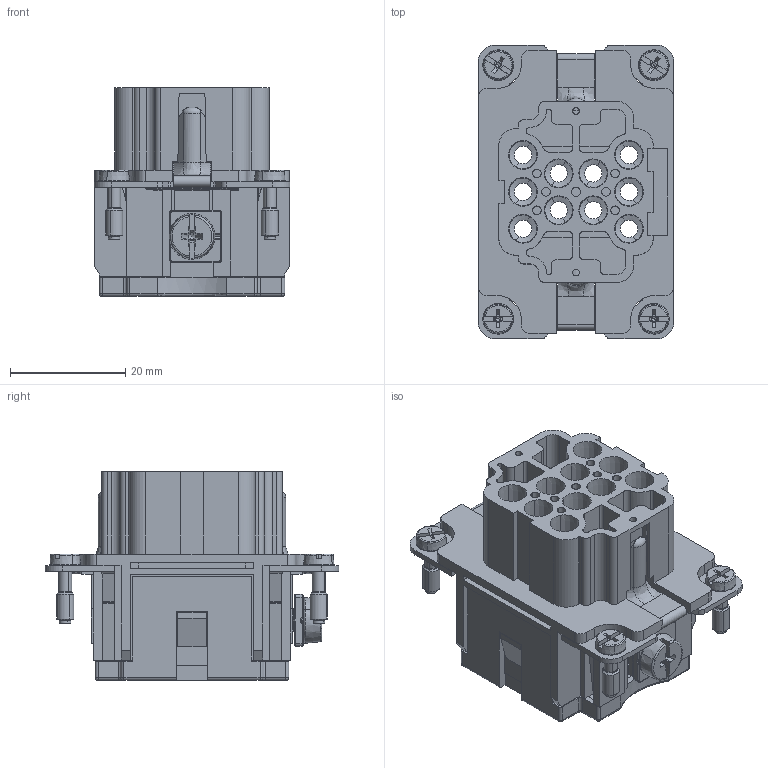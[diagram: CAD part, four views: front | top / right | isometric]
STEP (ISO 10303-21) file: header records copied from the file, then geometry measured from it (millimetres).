
FILE_DESCRIPTION(('CATIA V5 STEP','CAx-IF Rec.Pracs.--- Model Styling and Organization---1.2---2011-12-15'),'2;1');
FILE_NAME ('13440551_2_1826840000_1826840000 HDC HEE 10 FC.stp','2018-08-16T13:18:32+00:00',('none'),('Weidmueller'),'CATIA Version 5-6 Release 2014 SP4 HF52','CATIA V5 STEP AP214','none');
FILE_SCHEMA(('AUTOMOTIVE_DESIGN { 1 0 10303 214 1 1 1 1 }'));
Products named in the file (1): 1826840000
Bounding box: 34 x 51 x 36.2 mm (x, y, z)
Volume: 20411.2 mm3; surface area: 26172.3 mm2
Topology: 1 solids, 12 shells, 1724 faces, 5015 edges, 3219 vertices
Faces by surface type: plane 940, cylinder 426, cone 132, torus 116, bspline 66, extrusion 24, sphere 12, revolution 8
Entity records: 59878 total; most frequent: CARTESIAN_POINT 18223, ORIENTED_EDGE 9986, DIRECTION 6392, EDGE_CURVE 4993, VERTEX_POINT 3219, VECTOR 2824, LINE 2800, AXIS2_PLACEMENT_3D 2441
